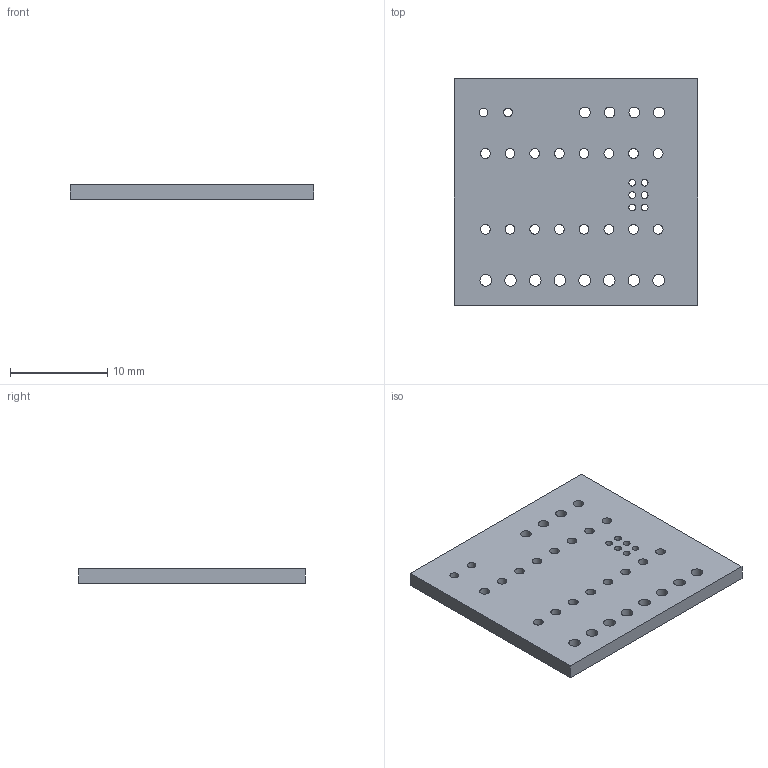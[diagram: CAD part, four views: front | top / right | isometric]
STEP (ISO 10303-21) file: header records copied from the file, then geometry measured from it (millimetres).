
FILE_DESCRIPTION(('KiCad electronic assembly'),'2;1');
FILE_NAME('AnalogMultiplexer.step','2025-11-21T17:24:21',('Pcbnew'),( 'Kicad'),'Open CASCADE STEP processor 7.9','KiCad to STEP converter' ,'Unknown');
FILE_SCHEMA(('AUTOMOTIVE_DESIGN { 1 0 10303 214 1 1 1 1 }'));
Length unit declared in the file: millimetre
Products named in the file (2): AnalogMultiplexer 1; AnalogMultiplexer_PCB
Assembly tree (1 placements, depth 2):
  AnalogMultiplexer 1
    AnalogMultiplexer_PCB
Bounding box: 25 x 23.3 x 1.51 mm (x, y, z)
Volume: 835.8 mm3; surface area: 1423.6 mm2
Topology: 1 solids, 1 shells, 42 faces, 120 edges, 80 vertices
Faces by surface type: cylinder 36, plane 6
Full cylindrical faces by diameter (mm): 0.7 x6, 0.889 x2, 1 x16, 1.1 x4, 1.2 x8
Entity records: 1597 total; most frequent: DIRECTION 280, CARTESIAN_POINT 244, ORIENTED_EDGE 240, EDGE_CURVE 120, AXIS2_PLACEMENT_3D 116, FACE_BOUND 114, EDGE_LOOP 114, VERTEX_POINT 80
